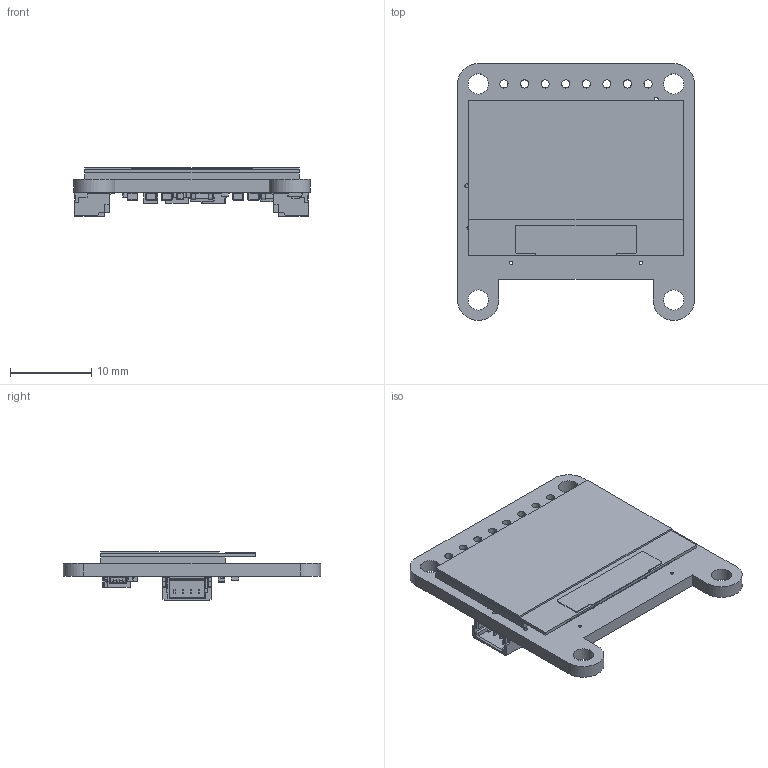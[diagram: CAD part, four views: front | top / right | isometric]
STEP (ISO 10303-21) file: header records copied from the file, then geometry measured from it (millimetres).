
FILE_DESCRIPTION(/* description */ (''),/* implementation_level */ '2;1');
FILE_NAME(/* name */ 'Adafruit 0.96in 128x64 OLED STEMMA QT.step',/* time_stamp */ '2022-04-03T16:49:05-05:00',/* author */ (''),/* organization */ (''),/* preprocessor_version */ 'ST-DEVELOPER v18.1',/* originating_system */ 'Autodesk Translation Framework v10.14.0.1471',/* authorisation */ '');
FILE_SCHEMA (('AUTOMOTIVE_DESIGN { 1 0 10303 214 3 1 1 }'));
Length unit declared in the file: millimetre
Products named in the file (27): Adafruit 0.96in 128x64 OLED STEMMA QT; Printed Circuit Board; OLED; Glass_Back; Circuit_Strip; Glass_Middle; Glass_Top; Tape_Strip; SOD-123; SOD-123_1; SOD-123_2; SOD-123_3; SOD-123_4; SOD-123_5; Cathode; Anode; Cathode Bar; Body; LED 0603 single color; qwicc; SOT23-3; SOT23-5; SOT23-6; YC164_RESPACK; RESC-0603; CAPC-0805-T0.95-BN; CAPC-0603-T0.9-BN
Assembly tree (44 placements, depth 4):
  Adafruit 0.96in 128x64 OLED STEMMA QT
    Printed Circuit Board
    OLED
      Glass_Back
      Circuit_Strip
      Glass_Middle
      Glass_Top
      Tape_Strip
    SOD-123
      SOD-123_1
        Cathode
        Anode
        Cathode Bar
        Body
    SOD-123_2
      SOD-123_3
        Cathode
        Anode
        Cathode Bar
        Body
    SOD-123_4
      SOD-123_5
        Cathode
        Anode
        Cathode Bar
        Body
    LED 0603 single color
    qwicc  x2
    SOT23-3
    SOT23-5
    SOT23-6
    YC164_RESPACK  x2
    RESC-0603  x2
    CAPC-0805-T0.95-BN  x7
    CAPC-0603-T0.9-BN  x2
Bounding box: 29.21 x 31.75 x 5.99 mm (x, y, z)
Volume: 2076.4 mm3; surface area: 6441.7 mm2
Topology: 73 solids, 75 shells, 1907 faces, 4892 edges, 3028 vertices
Faces by surface type: plane 1110, cylinder 537, bspline 152, sphere 108
Full cylindrical faces by diameter (mm): 0.4 x2, 0.5 x37, 1 x8, 2.5 x4
Entity records: 35382 total; most frequent: CARTESIAN_POINT 9958, ORIENTED_EDGE 5108, DIRECTION 4820, EDGE_CURVE 2555, LINE 1822, VECTOR 1822, VERTEX_POINT 1637, AXIS2_PLACEMENT_3D 1499
